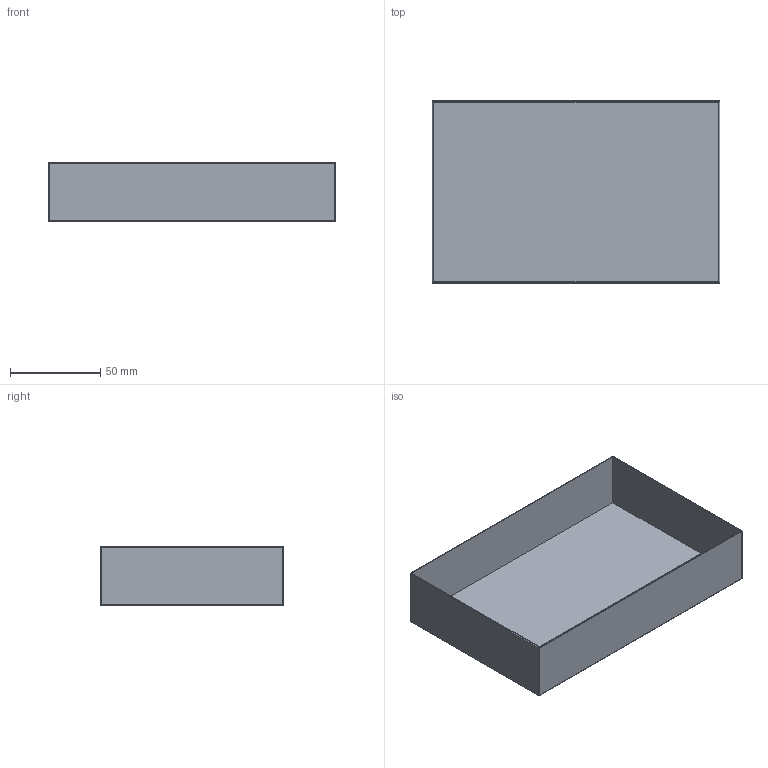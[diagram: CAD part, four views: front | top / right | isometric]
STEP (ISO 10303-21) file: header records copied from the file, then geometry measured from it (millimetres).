
FILE_DESCRIPTION(('Open CASCADE Model'),'2;1');
FILE_NAME('Open CASCADE Shape Model','2025-06-22T20:19:18',('Author'),( 'Open CASCADE'),'Open CASCADE STEP processor 7.7','Open CASCADE 7.7' ,'Unknown');
FILE_SCHEMA(('AUTOMOTIVE_DESIGN { 1 0 10303 214 1 1 1 1 }'));
Length unit declared in the file: millimetre
Products named in the file (1): Open CASCADE STEP translator 7.7 1
Bounding box: 159.6 x 101.6 x 32.8 mm (x, y, z)
Volume: 40443.5 mm3; surface area: 65411 mm2
Topology: 1 solids, 1 shells, 31 faces, 68 edges, 32 vertices
Faces by surface type: cylinder 12, plane 11, sphere 8
Entity records: 1516 total; most frequent: CARTESIAN_POINT 284, DIRECTION 228, ORIENTED_EDGE 120, PCURVE 120, DEFINITIONAL_REPRESENTATION 120, LINE 116, VECTOR 116, EDGE_CURVE 60
